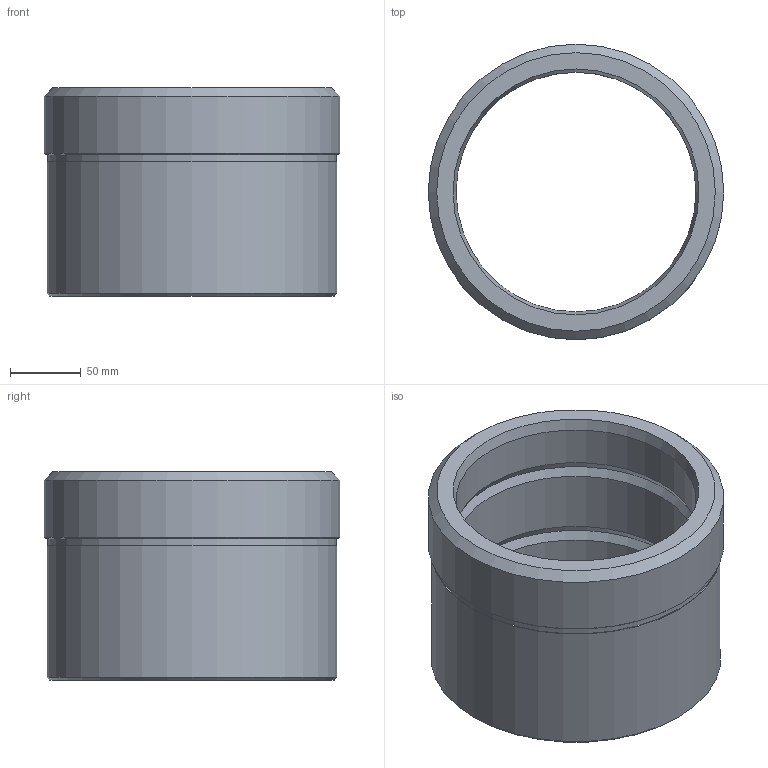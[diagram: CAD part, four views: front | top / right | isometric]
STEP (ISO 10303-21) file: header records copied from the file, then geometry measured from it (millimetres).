
FILE_DESCRIPTION(/* description */ ('Alibre Inc.'),/* implementation_level */ '2;1');
FILE_NAME(/* name */ 'export-16AC09E1-4088-43A3-8EFE-5A4CF6939484',/* time_stamp */ '2025-04-05T22:02:18+08:00',/* author */ (''),/* organization */ (''),/* preprocessor_version */ 'ST-DEVELOPER v17',/* originating_system */ 'Alibre',/* authorisation */ '');
FILE_SCHEMA (('CONFIG_CONTROL_DESIGN'));
Length unit declared in the file: centimetre
Bounding box: 208.5 x 208.5 x 147 mm (x, y, z)
Volume: 1490442 mm3; surface area: 203262.9 mm2
Topology: 1 solids, 1 shells, 23 faces, 40 edges, 23 vertices
Faces by surface type: cone 9, cylinder 8, plane 6
Full cylindrical faces by diameter (mm): 169.23 x3, 170.23 x1, 185.23 x1, 203.5 x1, 204.5 x1, 208.5 x1
Entity records: 547 total; most frequent: DIRECTION 86, CARTESIAN_POINT 69, ORIENTED_EDGE 46, EDGE_LOOP 46, FACE_BOUND 46, AXIS2_PLACEMENT_3D 46, VERTEX_POINT 23, CIRCLE 23
